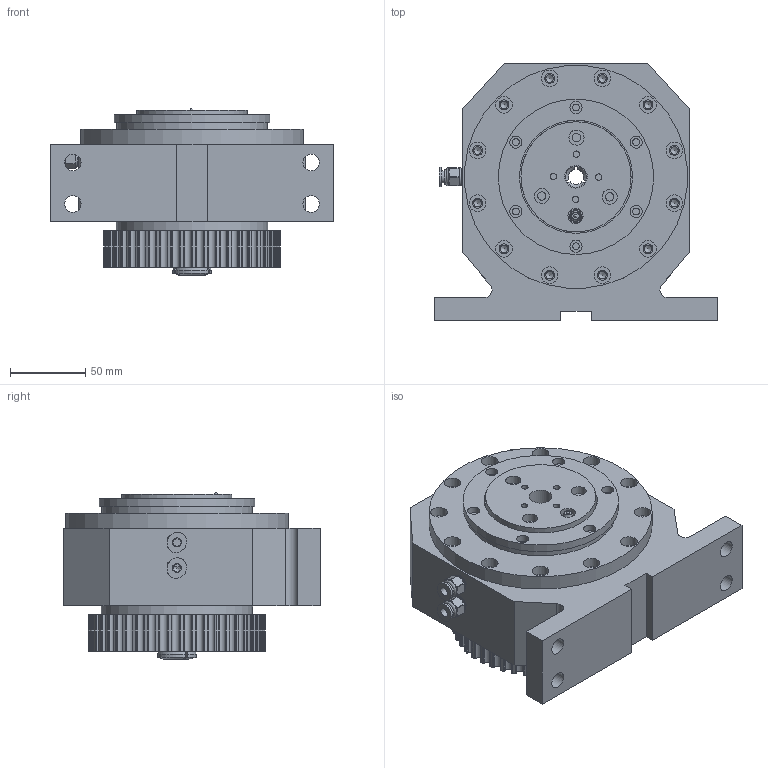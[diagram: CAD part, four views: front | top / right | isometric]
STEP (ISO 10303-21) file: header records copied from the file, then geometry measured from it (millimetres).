
FILE_DESCRIPTION (( 'STEP AP214' ), '1' );
FILE_NAME ('GR15+YB-15.STEP', '2024-11-11T09:15:54', ( '' ), ( '' ), 'SwSTEP 2.0', 'SolidWorks 2023', '' );
FILE_SCHEMA (( 'AUTOMOTIVE_DESIGN' ));
Length unit declared in the file: millimetre
Products named in the file (3): GR15; YB-15; GR15+YB-15
Assembly tree (2 placements, depth 2):
  GR15+YB-15
    GR15
    YB-15
Bounding box: 187.5 x 170 x 110.7 mm (x, y, z)
Volume: 1766197.2 mm3; surface area: 158894.1 mm2
Topology: 4 solids, 9 shells, 820 faces, 2112 edges, 1311 vertices
Faces by surface type: cylinder 373, plane 277, bspline 106, cone 31, sphere 25, torus 8
Full cylindrical faces by diameter (mm): 4 x4, 4.2 x4, 4.5 x6, 5 x12, 5.5 x10, 6 x2, 6.6 x12, 8 x8, 9.093 x2, 9.5 x2, 10 x10, 11 x16, 14 x1, 15 x1, 18.5 x1, 19 x1, 19.529 x1, 20 x1, 73 x1, 75 x1, 99.9 x1, 99.908 x1, 100 x1, 100.271 x1, 103 x1, 125.927 x1, 148 x1
Entity records: 57911 total; most frequent: CARTESIAN_POINT 30611, DIRECTION 3744, ORIENTED_EDGE 3698, EDGE_CURVE 1849, AXIS2_PLACEMENT_3D 1484, VERTEX_POINT 1251, EDGE_LOOP 1042, FACE_OUTER_BOUND 931
